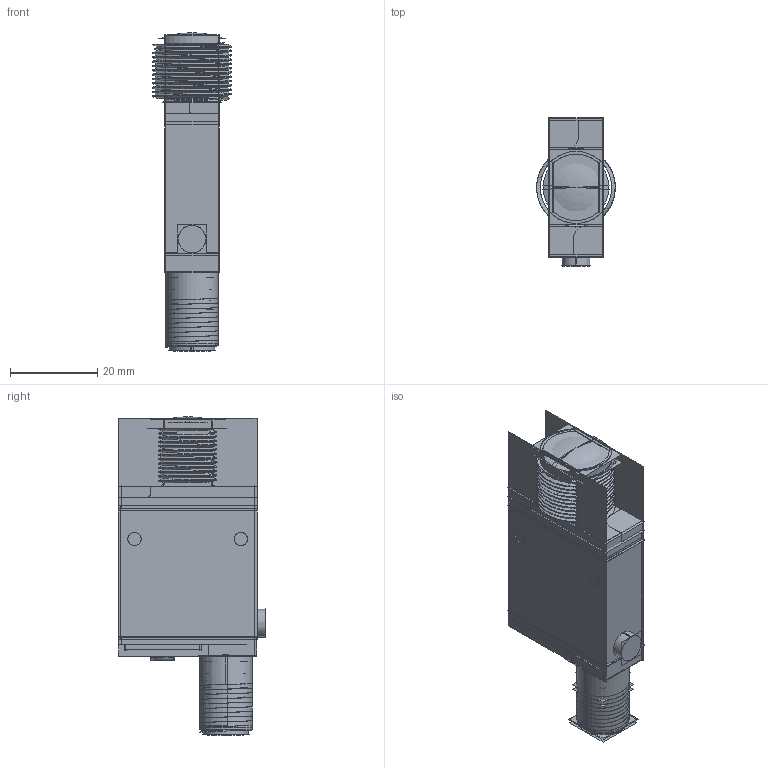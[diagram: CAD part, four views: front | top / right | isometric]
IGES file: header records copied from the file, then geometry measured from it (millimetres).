
Start section:  PTC IGES file: 154462.igs
Global section: file name: 154462.igs; native system: Creo Parametric by Parametric Technology Corporation; preprocessor: 2013230; author: pdmadmin; organization: Unknown; date: 20150903.122342; units: millimetre
Bounding box: 18.05 x 33.94 x 73.01 mm (x, y, z)
Volume: 7648.1 mm3; surface area: 107191 mm2
Topology: 11 solids, 13 shells, 2206 faces, 11098 edges, 13769 vertices
Faces by surface type: bspline 1504, revolution 694, extrusion 8
